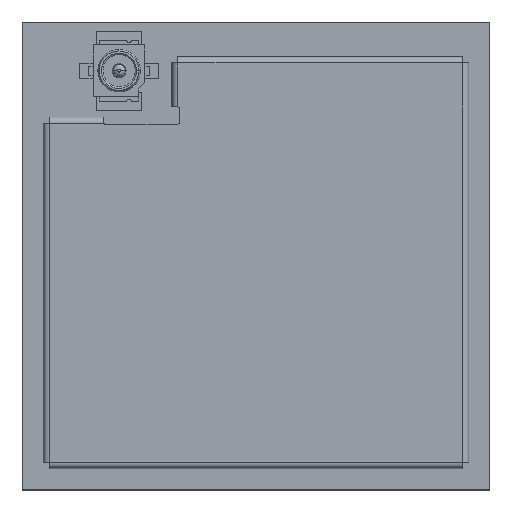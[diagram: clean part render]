
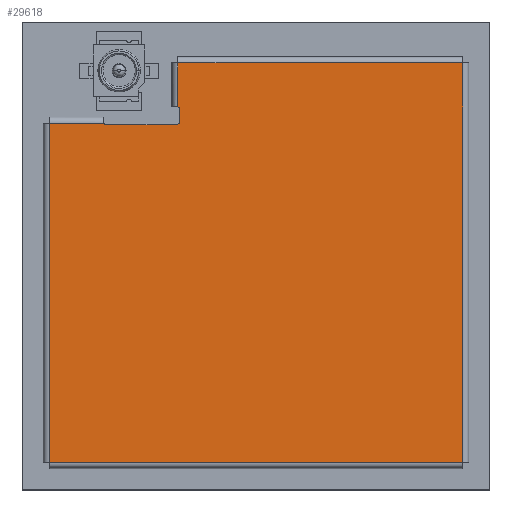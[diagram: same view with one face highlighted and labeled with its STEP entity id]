
A CAD part, top view. The second image highlights one B-rep face of the part: STEP entity #29618.
In plain terms, the highlighted face is planar.
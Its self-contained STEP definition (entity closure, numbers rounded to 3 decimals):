
#871 = ORIENTED_EDGE ( 'NONE', *, *, #66254, .T. ) ;
#1147 = DIRECTION ( 'NONE',  ( 0., 0., -1. ) ) ;
#3013 = VERTEX_POINT ( 'NONE', #60409 ) ;
#3164 = EDGE_CURVE ( 'NONE', #78107, #63512, #19696, .T. ) ;
#3425 = CIRCLE ( 'NONE', #44127, 0.1 ) ;
#3645 = CIRCLE ( 'NONE', #48204, 0.1 ) ;
#4226 = EDGE_CURVE ( 'NONE', #76481, #38905, #76748, .T. ) ;
#4961 = DIRECTION ( 'NONE',  ( 0., 0., 1. ) ) ;
#5328 = LINE ( 'NONE', #68326, #39402 ) ;
#5902 = ORIENTED_EDGE ( 'NONE', *, *, #42221, .T. ) ;
#7210 = LINE ( 'NONE', #20350, #59547 ) ;
#8285 = CARTESIAN_POINT ( 'NONE',  ( 0., 1.6, 0. ) ) ;
#8701 = ORIENTED_EDGE ( 'NONE', *, *, #4226, .F. ) ;
#8730 = CARTESIAN_POINT ( 'NONE',  ( 4.38, 1.6, -11.82 ) ) ;
#10054 = CARTESIAN_POINT ( 'NONE',  ( 4.43, 1.6, -11.907 ) ) ;
#10715 = CARTESIAN_POINT ( 'NONE',  ( 13.8, 1.6, -0.2 ) ) ;
#11337 = DIRECTION ( 'NONE',  ( 1., 0., 0. ) ) ;
#11707 = LINE ( 'NONE', #47998, #22991 ) ;
#11972 = VERTEX_POINT ( 'NONE', #15426 ) ;
#12584 = DIRECTION ( 'NONE',  ( 1., 0., 0. ) ) ;
#13026 = EDGE_LOOP ( 'NONE', ( #8701, #61026, #5902, #72219, #33799, #45652, #871, #26370, #19598, #78486, #33496 ) ) ;
#13713 = CARTESIAN_POINT ( 'NONE',  ( 4.38, 1.6, -11.32 ) ) ;
#13837 = VERTEX_POINT ( 'NONE', #59075 ) ;
#13985 = AXIS2_PLACEMENT_3D ( 'NONE', #8285, #38191, #1147 ) ;
#15426 = CARTESIAN_POINT ( 'NONE',  ( 4.48, 1.6, -11.42 ) ) ;
#17212 = EDGE_CURVE ( 'NONE', #11972, #38905, #50514, .T. ) ;
#17793 = LINE ( 'NONE', #49663, #77366 ) ;
#19191 = VECTOR ( 'NONE', #48814, 1000. ) ;
#19294 = CARTESIAN_POINT ( 'NONE',  ( 13.8, 1.6, 0. ) ) ;
#19598 = ORIENTED_EDGE ( 'NONE', *, *, #74612, .T. ) ;
#19696 = LINE ( 'NONE', #19294, #19191 ) ;
#20350 = CARTESIAN_POINT ( 'NONE',  ( 0., 1.6, -13.35 ) ) ;
#22451 = DIRECTION ( 'NONE',  ( 0., -1., 0. ) ) ;
#22991 = VECTOR ( 'NONE', #4961, 1000. ) ;
#25461 = PLANE ( 'NONE',  #13985 ) ;
#26337 = AXIS2_PLACEMENT_3D ( 'NONE', #71847, #22451, #77856 ) ;
#26370 = ORIENTED_EDGE ( 'NONE', *, *, #50569, .T. ) ;
#29618 = ADVANCED_FACE ( 'NONE', ( #37033 ), #25461, .F. ) ;
#30106 = EDGE_CURVE ( 'NONE', #56334, #74564, #11707, .T. ) ;
#30327 = LINE ( 'NONE', #66600, #63221 ) ;
#33028 = DIRECTION ( 'NONE',  ( 0., 0., -1. ) ) ;
#33496 = ORIENTED_EDGE ( 'NONE', *, *, #17212, .T. ) ;
#33799 = ORIENTED_EDGE ( 'NONE', *, *, #41373, .T. ) ;
#36310 = CARTESIAN_POINT ( 'NONE',  ( 2.08, 1.6, -11.42 ) ) ;
#37033 = FACE_OUTER_BOUND ( 'NONE', #13026, .T. ) ;
#37252 = VERTEX_POINT ( 'NONE', #10054 ) ;
#37791 = CARTESIAN_POINT ( 'NONE',  ( 2.08, 1.6, -11.32 ) ) ;
#38191 = DIRECTION ( 'NONE',  ( 0., -1., 0. ) ) ;
#38905 = VERTEX_POINT ( 'NONE', #13713 ) ;
#39402 = VECTOR ( 'NONE', #54807, 1000. ) ;
#39734 = CARTESIAN_POINT ( 'NONE',  ( 0.2, 1.6, -11.37 ) ) ;
#40192 = DIRECTION ( 'NONE',  ( 0., -1., 0. ) ) ;
#41373 = EDGE_CURVE ( 'NONE', #74564, #78107, #17793, .T. ) ;
#42221 = EDGE_CURVE ( 'NONE', #3013, #56334, #66256, .T. ) ;
#44127 = AXIS2_PLACEMENT_3D ( 'NONE', #36310, #62495, #60659 ) ;
#45652 = ORIENTED_EDGE ( 'NONE', *, *, #3164, .T. ) ;
#46439 = CARTESIAN_POINT ( 'NONE',  ( 1.98, 1.6, -11.32 ) ) ;
#47998 = CARTESIAN_POINT ( 'NONE',  ( 0.2, 1.6, 0. ) ) ;
#48204 = AXIS2_PLACEMENT_3D ( 'NONE', #8730, #40192, #33028 ) ;
#48814 = DIRECTION ( 'NONE',  ( 0., 0., -1. ) ) ;
#49663 = CARTESIAN_POINT ( 'NONE',  ( 0., 1.6, -0.2 ) ) ;
#50514 = CIRCLE ( 'NONE', #26337, 0.1 ) ;
#50569 = EDGE_CURVE ( 'NONE', #51394, #37252, #30327, .T. ) ;
#50825 = CARTESIAN_POINT ( 'NONE',  ( 4.43, 1.6, -13.35 ) ) ;
#51394 = VERTEX_POINT ( 'NONE', #50825 ) ;
#52192 = CARTESIAN_POINT ( 'NONE',  ( 0.2, 1.6, -0.2 ) ) ;
#53323 = EDGE_CURVE ( 'NONE', #11972, #13837, #5328, .T. ) ;
#54807 = DIRECTION ( 'NONE',  ( 0., 0., -1. ) ) ;
#56334 = VERTEX_POINT ( 'NONE', #39734 ) ;
#59075 = CARTESIAN_POINT ( 'NONE',  ( 4.48, 1.6, -11.82 ) ) ;
#59547 = VECTOR ( 'NONE', #68956, 1000. ) ;
#60283 = CARTESIAN_POINT ( 'NONE',  ( 0., 1.6, -11.37 ) ) ;
#60409 = CARTESIAN_POINT ( 'NONE',  ( 1.993, 1.6, -11.37 ) ) ;
#60659 = DIRECTION ( 'NONE',  ( 0., 0., -1. ) ) ;
#61026 = ORIENTED_EDGE ( 'NONE', *, *, #64713, .T. ) ;
#62495 = DIRECTION ( 'NONE',  ( 0., -1., 0. ) ) ;
#63221 = VECTOR ( 'NONE', #72962, 1000. ) ;
#63512 = VERTEX_POINT ( 'NONE', #66050 ) ;
#64713 = EDGE_CURVE ( 'NONE', #76481, #3013, #3425, .T. ) ;
#65866 = DIRECTION ( 'NONE',  ( -1., 0., 0. ) ) ;
#66050 = CARTESIAN_POINT ( 'NONE',  ( 13.8, 1.6, -13.35 ) ) ;
#66254 = EDGE_CURVE ( 'NONE', #63512, #51394, #7210, .T. ) ;
#66256 = LINE ( 'NONE', #60283, #76108 ) ;
#66600 = CARTESIAN_POINT ( 'NONE',  ( 4.43, 1.6, 0. ) ) ;
#68326 = CARTESIAN_POINT ( 'NONE',  ( 4.48, 1.6, -11.92 ) ) ;
#68956 = DIRECTION ( 'NONE',  ( -1., 0., 0. ) ) ;
#71847 = CARTESIAN_POINT ( 'NONE',  ( 4.38, 1.6, -11.42 ) ) ;
#72219 = ORIENTED_EDGE ( 'NONE', *, *, #30106, .T. ) ;
#72962 = DIRECTION ( 'NONE',  ( 0., 0., 1. ) ) ;
#74564 = VERTEX_POINT ( 'NONE', #52192 ) ;
#74612 = EDGE_CURVE ( 'NONE', #37252, #13837, #3645, .T. ) ;
#76108 = VECTOR ( 'NONE', #65866, 1000. ) ;
#76481 = VERTEX_POINT ( 'NONE', #37791 ) ;
#76584 = VECTOR ( 'NONE', #11337, 1000. ) ;
#76748 = LINE ( 'NONE', #46439, #76584 ) ;
#77366 = VECTOR ( 'NONE', #12584, 1000. ) ;
#77856 = DIRECTION ( 'NONE',  ( 0., 0., -1. ) ) ;
#78107 = VERTEX_POINT ( 'NONE', #10715 ) ;
#78486 = ORIENTED_EDGE ( 'NONE', *, *, #53323, .F. ) ;
